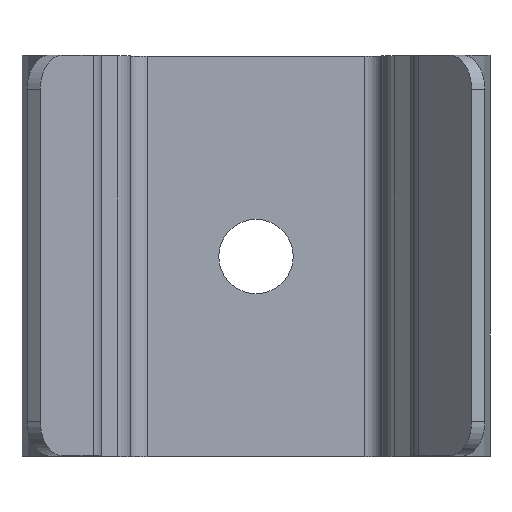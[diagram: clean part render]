
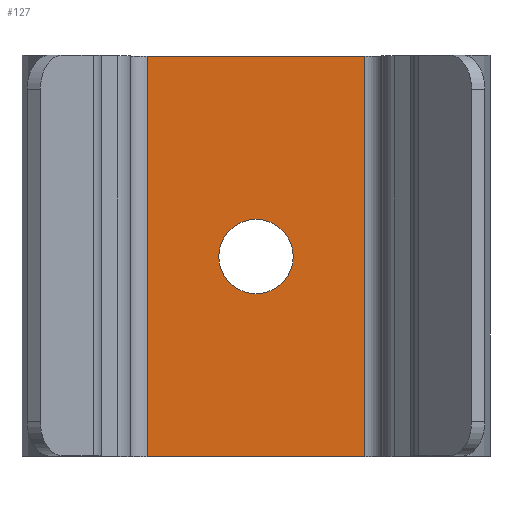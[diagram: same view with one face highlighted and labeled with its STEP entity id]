
A CAD part, top view. The second image highlights one B-rep face of the part: STEP entity #127.
In plain terms, the highlighted planar face has unit normal (0, 0, 1).
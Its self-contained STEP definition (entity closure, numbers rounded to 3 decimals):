
#44=FACE_BOUND('',#209,.T.);
#45=FACE_BOUND('',#210,.T.);
#92=CIRCLE('',#742,3.25);
#127=ADVANCED_FACE('',(#44,#45),#153,.F.);
#153=PLANE('',#743);
#209=EDGE_LOOP('',(#299));
#210=EDGE_LOOP('',(#300,#301,#302,#303));
#299=ORIENTED_EDGE('',*,*,#546,.T.);
#300=ORIENTED_EDGE('',*,*,#547,.T.);
#301=ORIENTED_EDGE('',*,*,#548,.F.);
#302=ORIENTED_EDGE('',*,*,#549,.F.);
#303=ORIENTED_EDGE('',*,*,#544,.T.);
#463=VERTEX_POINT('',#1097);
#464=VERTEX_POINT('',#1099);
#465=VERTEX_POINT('',#1103);
#466=VERTEX_POINT('',#1105);
#467=VERTEX_POINT('',#1107);
#544=EDGE_CURVE('',#464,#463,#620,.T.);
#546=EDGE_CURVE('',#465,#465,#92,.T.);
#547=EDGE_CURVE('',#463,#466,#621,.T.);
#548=EDGE_CURVE('',#467,#466,#622,.T.);
#549=EDGE_CURVE('',#464,#467,#623,.T.);
#620=LINE('',#1098,#676);
#621=LINE('',#1104,#677);
#622=LINE('',#1106,#678);
#623=LINE('',#1108,#679);
#676=VECTOR('',#886,1.);
#677=VECTOR('',#893,1.);
#678=VECTOR('',#894,1.);
#679=VECTOR('',#895,1.);
#742=AXIS2_PLACEMENT_3D('',#1102,#891,#892);
#743=AXIS2_PLACEMENT_3D('',#1109,#896,#897);
#886=DIRECTION('',(0.,-1.,0.));
#891=DIRECTION('',(0.,0.,-1.));
#892=DIRECTION('',(1.,0.,0.));
#893=DIRECTION('',(1.,0.,0.));
#894=DIRECTION('',(0.,-1.,0.));
#895=DIRECTION('',(1.,0.,0.));
#896=DIRECTION('',(0.,0.,-1.));
#897=DIRECTION('',(-1.,0.,0.));
#1097=CARTESIAN_POINT('',(-9.5,0.,1.5));
#1098=CARTESIAN_POINT('',(-9.5,35.,1.5));
#1099=CARTESIAN_POINT('',(-9.5,35.,1.5));
#1102=CARTESIAN_POINT('',(0.,17.5,1.5));
#1103=CARTESIAN_POINT('',(3.25,17.5,1.5));
#1104=CARTESIAN_POINT('',(0.,0.,1.5));
#1105=CARTESIAN_POINT('',(9.5,0.,1.5));
#1106=CARTESIAN_POINT('',(9.5,35.,1.5));
#1107=CARTESIAN_POINT('',(9.5,35.,1.5));
#1108=CARTESIAN_POINT('',(-9.5,35.,1.5));
#1109=CARTESIAN_POINT('',(0.,35.,1.5));
